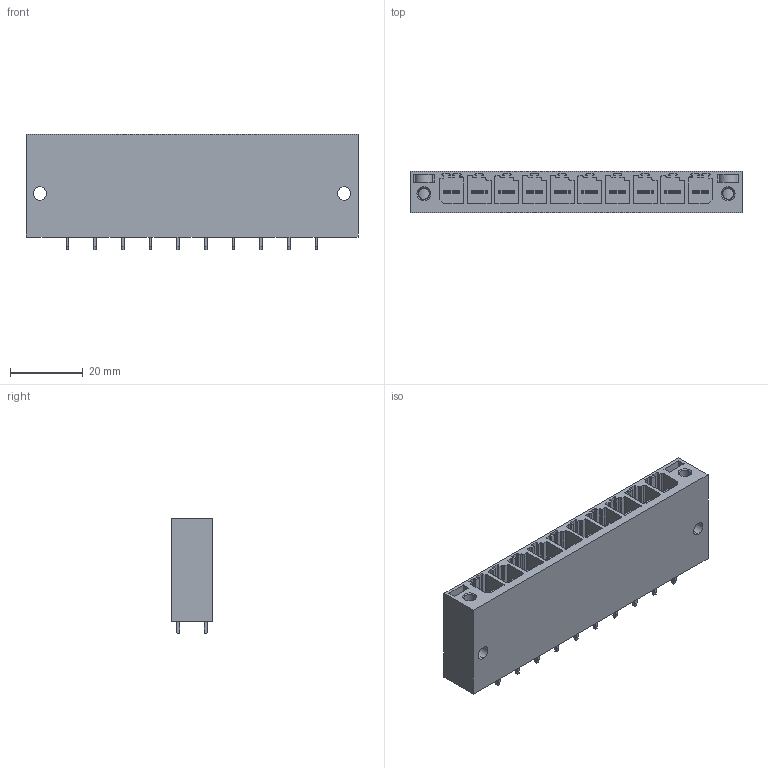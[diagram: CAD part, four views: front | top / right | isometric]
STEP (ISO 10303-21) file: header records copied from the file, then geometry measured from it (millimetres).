
FILE_DESCRIPTION(('CATIA V5 STEP Exchange','CAx-IF Rec.Pracs.--- Model Styling and Organization---1.2---2011-12-15'),'2;1');
FILE_NAME ('D1459427_0_1930900000_1930900000.stp','2018-11-29T03:08:06+00:00',('none'),('Weidmueller'),'CATIA Version 5-6 Release 2014','CATIA V5 STEP AP214','none');
FILE_SCHEMA(('AUTOMOTIVE_DESIGN { 1 0 10303 214 1 1 1 1 }'));
Length unit declared in the file: millimetre
Products named in the file (1): 1930900000
Bounding box: 91.44 x 11.4 x 31.8 mm (x, y, z)
Volume: 20693.4 mm3; surface area: 20217.8 mm2
Topology: 13 solids, 13 shells, 834 faces, 2388 edges, 1584 vertices
Faces by surface type: plane 688, cylinder 142, cone 4
Entity records: 21669 total; most frequent: ORIENTED_EDGE 4776, CARTESIAN_POINT 3563, DIRECTION 2598, EDGE_CURVE 1978, VECTOR 1710, LINE 1710, VERTEX_POINT 1274, EDGE_LOOP 894
